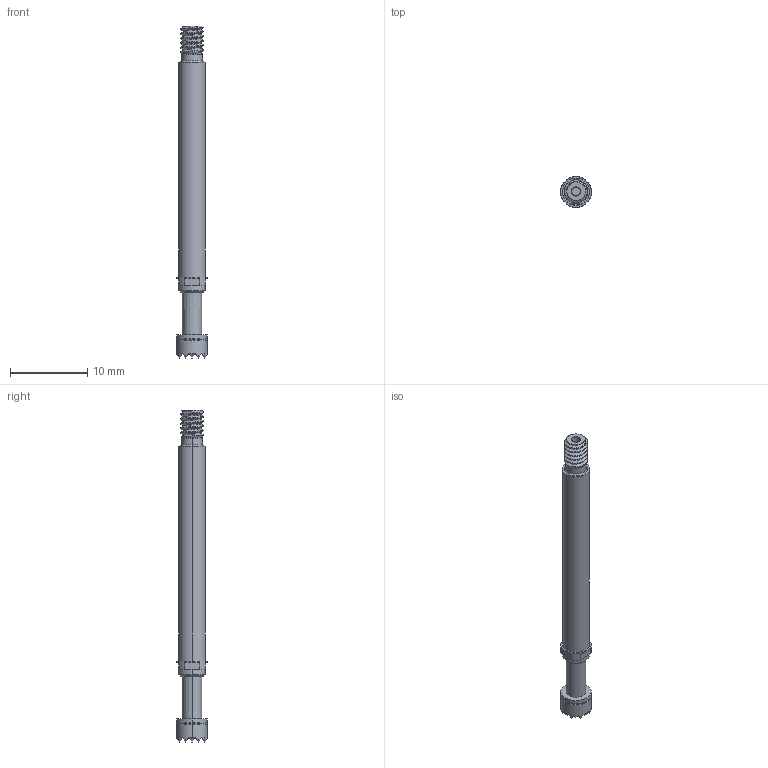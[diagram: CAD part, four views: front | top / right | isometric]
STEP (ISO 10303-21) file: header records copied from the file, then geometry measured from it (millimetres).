
FILE_DESCRIPTION (( 'STEP AP214' ), '1' );
FILE_NAME ('MOD-1092443-F73506B400G300CU.STEP', '2024-04-12T06:31:49', ( 'FEINMETALL GmbH ' ), ( 'FEINMETALL GmbH ' ), 'SwSTEP 2.0', 'SolidWorks 2020', '' );
FILE_SCHEMA (( 'AUTOMOTIVE_DESIGN' ));
Length unit declared in the file: millimetre
Products named in the file (1): MOD-1092443-F73506B400G300CU
Bounding box: 4 x 4 x 43.1 mm (x, y, z)
Volume: 370.2 mm3; surface area: 531.4 mm2
Topology: 1 solids, 1 shells, 159 faces, 333 edges, 182 vertices
Faces by surface type: plane 108, cylinder 25, cone 14, torus 9, bspline 3
Entity records: 6638 total; most frequent: CARTESIAN_POINT 1730, ORIENTED_EDGE 666, DIRECTION 628, EDGE_CURVE 333, AXIS2_PLACEMENT_3D 223, VERTEX_POINT 182, VECTOR 182, LINE 182
